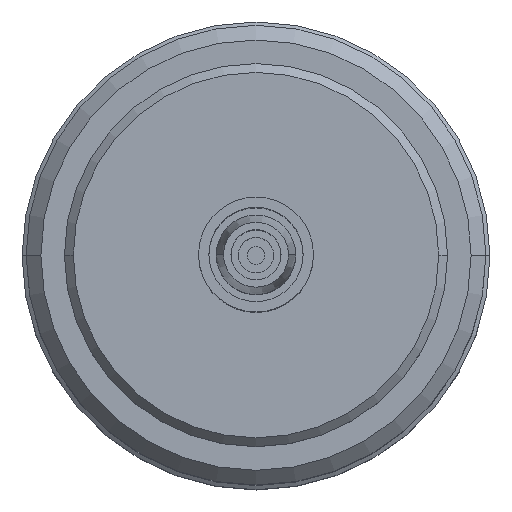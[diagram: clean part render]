
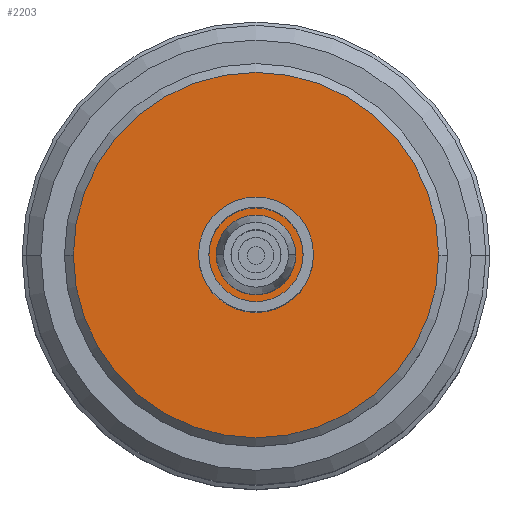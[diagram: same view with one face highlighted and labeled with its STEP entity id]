
A CAD part, top view. The second image highlights one B-rep face of the part: STEP entity #2203.
In plain terms, the highlighted planar face has unit normal (0, 0, 1).
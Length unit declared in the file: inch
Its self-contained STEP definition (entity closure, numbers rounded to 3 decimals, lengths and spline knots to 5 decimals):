
#42 = AXIS2_PLACEMENT_3D ( 'NONE', #412, #413, #414 ) ;
#43 = AXIS2_PLACEMENT_3D ( 'NONE', #417, #418, #419 ) ;
#117 = CARTESIAN_POINT ( 'NONE',  ( 0., 0., 0.27165 ) ) ;
#118 = DIRECTION ( 'NONE',  ( 0., 0., -1. ) ) ;
#119 = DIRECTION ( 'NONE',  ( -1., 0., 0. ) ) ;
#120 = CARTESIAN_POINT ( 'NONE',  ( 0., 0., 0.27165 ) ) ;
#121 = DIRECTION ( 'NONE',  ( 0., 0., -1. ) ) ;
#122 = DIRECTION ( 'NONE',  ( -1., 0., 0. ) ) ;
#243 = CARTESIAN_POINT ( 'NONE',  ( 0.05315, 0., 0.27165 ) ) ;
#250 = CARTESIAN_POINT ( 'NONE',  ( 0.24409, 0., 0.27165 ) ) ;
#261 = CARTESIAN_POINT ( 'NONE',  ( -0.24409, 0., 0.27165 ) ) ;
#293 = CARTESIAN_POINT ( 'NONE',  ( -0.05315, 0., 0.27165 ) ) ;
#412 = CARTESIAN_POINT ( 'NONE',  ( 0., 0., 0.27165 ) ) ;
#413 = DIRECTION ( 'NONE',  ( 0., 0., -1. ) ) ;
#414 = DIRECTION ( 'NONE',  ( -1., 0., 0. ) ) ;
#417 = CARTESIAN_POINT ( 'NONE',  ( 0., 0., 0.27165 ) ) ;
#418 = DIRECTION ( 'NONE',  ( 0., 0., -1. ) ) ;
#419 = DIRECTION ( 'NONE',  ( -1., 0., 0. ) ) ;
#642 = FACE_BOUND ( 'NONE', #1638, .T. ) ;
#840 = FACE_OUTER_BOUND ( 'NONE', #1139, .T. ) ;
#852 = CIRCLE ( 'NONE', #42, 0.05315 ) ;
#857 = CIRCLE ( 'NONE', #43, 0.24409 ) ;
#919 = CIRCLE ( 'NONE', #2415, 0.05315 ) ;
#963 = CIRCLE ( 'NONE', #2414, 0.24409 ) ;
#1065 = VERTEX_POINT ( 'NONE', #243 ) ;
#1092 = VERTEX_POINT ( 'NONE', #250 ) ;
#1103 = ORIENTED_EDGE ( 'NONE', *, *, #1778, .T. ) ;
#1104 = ORIENTED_EDGE ( 'NONE', *, *, #2314, .T. ) ;
#1110 = ORIENTED_EDGE ( 'NONE', *, *, #1780, .F. ) ;
#1111 = ORIENTED_EDGE ( 'NONE', *, *, #2313, .F. ) ;
#1139 = EDGE_LOOP ( 'NONE', ( #1110, #1111 ) ) ;
#1146 = VERTEX_POINT ( 'NONE', #261 ) ;
#1242 = VERTEX_POINT ( 'NONE', #293 ) ;
#1411 = AXIS2_PLACEMENT_3D ( 'NONE', #1867, #1873, #1874 ) ;
#1638 = EDGE_LOOP ( 'NONE', ( #1103, #1104 ) ) ;
#1778 = EDGE_CURVE ( 'NONE', #1242, #1065, #852, .T. ) ;
#1780 = EDGE_CURVE ( 'NONE', #1146, #1092, #857, .T. ) ;
#1867 = CARTESIAN_POINT ( 'NONE',  ( 0.24409, 0., 0.27165 ) ) ;
#1871 = PLANE ( 'NONE',  #1411 ) ;
#1873 = DIRECTION ( 'NONE',  ( 0., 0., -1. ) ) ;
#1874 = DIRECTION ( 'NONE',  ( -1., 0., 0. ) ) ;
#2203 = ADVANCED_FACE ( 'NONE', ( #840, #642 ), #1871, .F. ) ;
#2313 = EDGE_CURVE ( 'NONE', #1092, #1146, #963, .T. ) ;
#2314 = EDGE_CURVE ( 'NONE', #1065, #1242, #919, .T. ) ;
#2414 = AXIS2_PLACEMENT_3D ( 'NONE', #117, #118, #119 ) ;
#2415 = AXIS2_PLACEMENT_3D ( 'NONE', #120, #121, #122 ) ;
